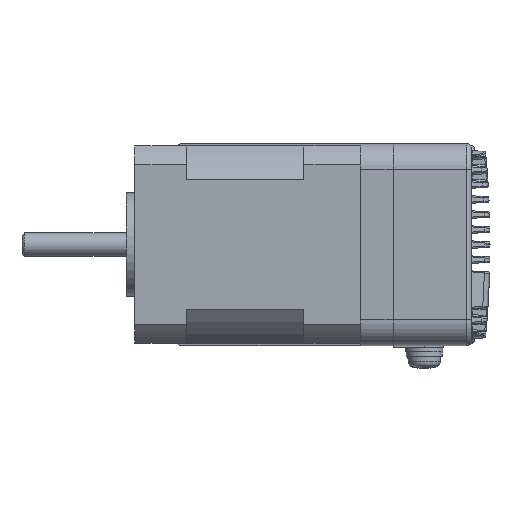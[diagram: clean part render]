
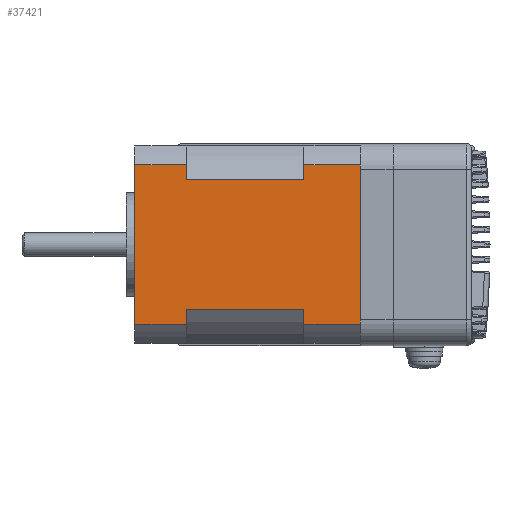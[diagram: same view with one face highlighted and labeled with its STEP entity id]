
A CAD part, front view. The second image highlights one B-rep face of the part: STEP entity #37421.
In plain terms, the highlighted planar face has unit normal (0, -1, 0).
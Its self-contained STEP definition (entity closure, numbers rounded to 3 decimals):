
#605 = VERTEX_POINT ( 'NONE', #14500 ) ;
#5042 = EDGE_CURVE ( 'NONE', #44974, #69777, #48924, .T. ) ;
#5643 = CARTESIAN_POINT ( 'NONE',  ( 4.029, 0., 48. ) ) ;
#6007 = LINE ( 'NONE', #71722, #23971 ) ;
#7085 = EDGE_CURVE ( 'NONE', #29896, #9138, #64329, .T. ) ;
#9138 = VERTEX_POINT ( 'NONE', #22741 ) ;
#10261 = ORIENTED_EDGE ( 'NONE', *, *, #10784, .F. ) ;
#10429 = CARTESIAN_POINT ( 'NONE',  ( 4.029, 0., 48. ) ) ;
#10534 = DIRECTION ( 'NONE',  ( 1., 0., 0. ) ) ;
#10784 = EDGE_CURVE ( 'NONE', #50882, #19434, #15501, .T. ) ;
#14500 = CARTESIAN_POINT ( 'NONE',  ( 37.971, 0., 0. ) ) ;
#14550 = ORIENTED_EDGE ( 'NONE', *, *, #80129, .F. ) ;
#15501 = LINE ( 'NONE', #91437, #22347 ) ;
#15788 = PLANE ( 'NONE',  #110077 ) ;
#17015 = ORIENTED_EDGE ( 'NONE', *, *, #78939, .T. ) ;
#17301 = CARTESIAN_POINT ( 'NONE',  ( 4.029, 0., 48. ) ) ;
#19434 = VERTEX_POINT ( 'NONE', #57155 ) ;
#20795 = CARTESIAN_POINT ( 'NONE',  ( 4.029, 0., 12. ) ) ;
#21409 = LINE ( 'NONE', #10429, #63004 ) ;
#22347 = VECTOR ( 'NONE', #91064, 1000. ) ;
#22418 = DIRECTION ( 'NONE',  ( 1., 0., 0. ) ) ;
#22646 = FACE_OUTER_BOUND ( 'NONE', #80074, .T. ) ;
#22741 = CARTESIAN_POINT ( 'NONE',  ( 7.234, 0., 37. ) ) ;
#23971 = VECTOR ( 'NONE', #10534, 1000. ) ;
#25173 = CARTESIAN_POINT ( 'NONE',  ( 4.029, 0., 37. ) ) ;
#27984 = VECTOR ( 'NONE', #36068, 1000. ) ;
#28628 = EDGE_CURVE ( 'NONE', #75599, #19434, #94932, .T. ) ;
#29769 = ORIENTED_EDGE ( 'NONE', *, *, #102465, .T. ) ;
#29896 = VERTEX_POINT ( 'NONE', #75507 ) ;
#31157 = VERTEX_POINT ( 'NONE', #49238 ) ;
#32132 = LINE ( 'NONE', #44989, #27984 ) ;
#34739 = DIRECTION ( 'NONE',  ( 0., 1., 0. ) ) ;
#36068 = DIRECTION ( 'NONE',  ( 0., 0., -1. ) ) ;
#37421 = ADVANCED_FACE ( 'NONE', ( #22646 ), #15788, .F. ) ;
#37629 = DIRECTION ( 'NONE',  ( 1., 0., 0. ) ) ;
#38696 = EDGE_CURVE ( 'NONE', #69777, #605, #32132, .T. ) ;
#39074 = LINE ( 'NONE', #109258, #112557 ) ;
#42611 = ORIENTED_EDGE ( 'NONE', *, *, #85044, .T. ) ;
#43178 = CARTESIAN_POINT ( 'NONE',  ( 7.234, 0., 12. ) ) ;
#44137 = ORIENTED_EDGE ( 'NONE', *, *, #44581, .F. ) ;
#44581 = EDGE_CURVE ( 'NONE', #75599, #44974, #83249, .T. ) ;
#44974 = VERTEX_POINT ( 'NONE', #92810 ) ;
#44989 = CARTESIAN_POINT ( 'NONE',  ( 37.971, 0., 48. ) ) ;
#45021 = LINE ( 'NONE', #68834, #92069 ) ;
#46871 = CARTESIAN_POINT ( 'NONE',  ( 4.029, 0., 37. ) ) ;
#48924 = LINE ( 'NONE', #20795, #93244 ) ;
#49072 = VECTOR ( 'NONE', #68284, 1000. ) ;
#49238 = CARTESIAN_POINT ( 'NONE',  ( 4.029, 0., 12. ) ) ;
#49763 = ORIENTED_EDGE ( 'NONE', *, *, #71036, .F. ) ;
#50882 = VERTEX_POINT ( 'NONE', #60239 ) ;
#53062 = DIRECTION ( 'NONE',  ( 1., 0., 0. ) ) ;
#55060 = CARTESIAN_POINT ( 'NONE',  ( 4.029, 0., 0. ) ) ;
#56384 = DIRECTION ( 'NONE',  ( 0., 0., 1. ) ) ;
#57155 = CARTESIAN_POINT ( 'NONE',  ( 37.971, 0., 37. ) ) ;
#58392 = ORIENTED_EDGE ( 'NONE', *, *, #111274, .F. ) ;
#60157 = CARTESIAN_POINT ( 'NONE',  ( 4.029, 0., 48. ) ) ;
#60239 = CARTESIAN_POINT ( 'NONE',  ( 37.971, 0., 48. ) ) ;
#63004 = VECTOR ( 'NONE', #63860, 1000. ) ;
#63860 = DIRECTION ( 'NONE',  ( 0., 0., -1. ) ) ;
#64329 = LINE ( 'NONE', #46871, #112963 ) ;
#67272 = VECTOR ( 'NONE', #53062, 1000. ) ;
#68284 = DIRECTION ( 'NONE',  ( 1., 0., 0. ) ) ;
#68834 = CARTESIAN_POINT ( 'NONE',  ( 4.029, 0., 48. ) ) ;
#69777 = VERTEX_POINT ( 'NONE', #104823 ) ;
#71036 = EDGE_CURVE ( 'NONE', #81871, #9138, #104196, .T. ) ;
#71722 = CARTESIAN_POINT ( 'NONE',  ( 4.029, 0., 12. ) ) ;
#73144 = ORIENTED_EDGE ( 'NONE', *, *, #38696, .F. ) ;
#74711 = ORIENTED_EDGE ( 'NONE', *, *, #5042, .F. ) ;
#75507 = CARTESIAN_POINT ( 'NONE',  ( 4.029, 0., 37. ) ) ;
#75599 = VERTEX_POINT ( 'NONE', #95125 ) ;
#77672 = VERTEX_POINT ( 'NONE', #5643 ) ;
#77965 = ORIENTED_EDGE ( 'NONE', *, *, #28628, .T. ) ;
#78939 = EDGE_CURVE ( 'NONE', #77672, #29896, #45021, .T. ) ;
#80074 = EDGE_LOOP ( 'NONE', ( #14550, #42611, #29769, #73144, #74711, #44137, #77965, #10261, #58392, #17015, #98901, #49763 ) ) ;
#80129 = EDGE_CURVE ( 'NONE', #31157, #81871, #6007, .T. ) ;
#81871 = VERTEX_POINT ( 'NONE', #43178 ) ;
#83249 = LINE ( 'NONE', #101823, #97175 ) ;
#83960 = DIRECTION ( 'NONE',  ( 0., 0., -1. ) ) ;
#85044 = EDGE_CURVE ( 'NONE', #31157, #111533, #21409, .T. ) ;
#86966 = DIRECTION ( 'NONE',  ( -1., 0., 0. ) ) ;
#91064 = DIRECTION ( 'NONE',  ( 0., 0., -1. ) ) ;
#91437 = CARTESIAN_POINT ( 'NONE',  ( 37.971, 0., 48. ) ) ;
#92069 = VECTOR ( 'NONE', #94368, 1000. ) ;
#92810 = CARTESIAN_POINT ( 'NONE',  ( 34.766, 0., 12. ) ) ;
#93244 = VECTOR ( 'NONE', #99815, 1000. ) ;
#94368 = DIRECTION ( 'NONE',  ( 0., 0., -1. ) ) ;
#94932 = LINE ( 'NONE', #25173, #67272 ) ;
#95125 = CARTESIAN_POINT ( 'NONE',  ( 34.766, 0., 37. ) ) ;
#97175 = VECTOR ( 'NONE', #83960, 1000. ) ;
#98901 = ORIENTED_EDGE ( 'NONE', *, *, #7085, .T. ) ;
#99815 = DIRECTION ( 'NONE',  ( 1., 0., 0. ) ) ;
#101384 = VECTOR ( 'NONE', #56384, 1000. ) ;
#101738 = LINE ( 'NONE', #60157, #49072 ) ;
#101823 = CARTESIAN_POINT ( 'NONE',  ( 34.766, 0., 12. ) ) ;
#102465 = EDGE_CURVE ( 'NONE', #111533, #605, #39074, .T. ) ;
#104196 = LINE ( 'NONE', #108693, #101384 ) ;
#104823 = CARTESIAN_POINT ( 'NONE',  ( 37.971, 0., 12. ) ) ;
#108693 = CARTESIAN_POINT ( 'NONE',  ( 7.234, 0., 12. ) ) ;
#109258 = CARTESIAN_POINT ( 'NONE',  ( 4.029, 0., 0. ) ) ;
#110077 = AXIS2_PLACEMENT_3D ( 'NONE', #17301, #34739, #86966 ) ;
#111274 = EDGE_CURVE ( 'NONE', #77672, #50882, #101738, .T. ) ;
#111533 = VERTEX_POINT ( 'NONE', #55060 ) ;
#112557 = VECTOR ( 'NONE', #37629, 1000. ) ;
#112963 = VECTOR ( 'NONE', #22418, 1000. ) ;
